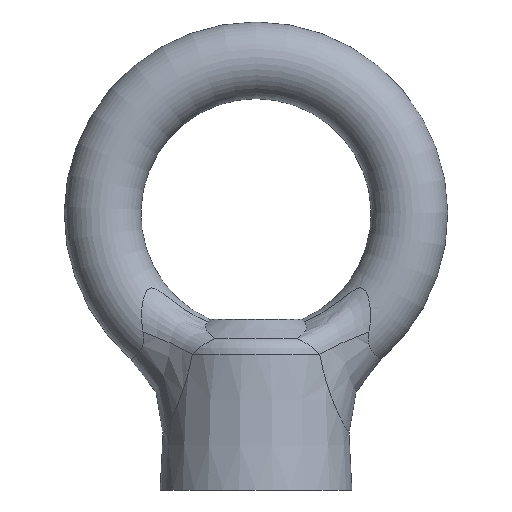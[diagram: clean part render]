
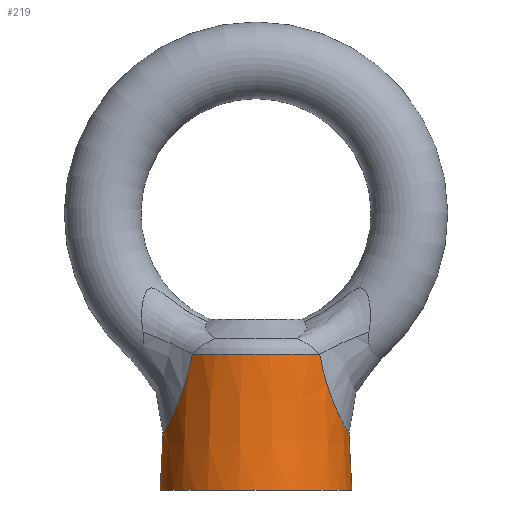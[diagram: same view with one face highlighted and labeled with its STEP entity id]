
A CAD part, front view. The second image highlights one B-rep face of the part: STEP entity #219.
In plain terms, the highlighted conical face has half-angle 3.013 degrees and reference radius 12.5 mm.
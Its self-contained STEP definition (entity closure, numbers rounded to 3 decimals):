
#146 = VERTEX_POINT ( 'NONE', #2062 ) ;
#219 = ADVANCED_FACE ( 'NONE', ( #11785 ), #11787, .T. ) ;
#220 = EDGE_LOOP ( 'NONE', ( #221, #226, #229, #232, #234, #235 ) ) ;
#221 = ORIENTED_EDGE ( 'NONE', *, *, #295, .F. ) ;
#226 = ORIENTED_EDGE ( 'NONE', *, *, #227, .T. ) ;
#227 = EDGE_CURVE ( 'NONE', #312, #228, #11833, .T. ) ;
#228 = VERTEX_POINT ( 'NONE', #11832 ) ;
#229 = ORIENTED_EDGE ( 'NONE', *, *, #230, .T. ) ;
#230 = EDGE_CURVE ( 'NONE', #228, #231, #11813, .T. ) ;
#231 = VERTEX_POINT ( 'NONE', #11808 ) ;
#232 = ORIENTED_EDGE ( 'NONE', *, *, #233, .T. ) ;
#233 = EDGE_CURVE ( 'NONE', #231, #146, #11865, .T. ) ;
#234 = ORIENTED_EDGE ( 'NONE', *, *, #310, .T. ) ;
#235 = ORIENTED_EDGE ( 'NONE', *, *, #236, .F. ) ;
#236 = EDGE_CURVE ( 'NONE', #309, #296, #11866, .T. ) ;
#295 = EDGE_CURVE ( 'NONE', #312, #309, #12066, .T. ) ;
#296 = VERTEX_POINT ( 'NONE', #12062 ) ;
#309 = VERTEX_POINT ( 'NONE', #12140 ) ;
#310 = EDGE_CURVE ( 'NONE', #146, #296, #12139, .T. ) ;
#312 = VERTEX_POINT ( 'NONE', #12134 ) ;
#2062 = CARTESIAN_POINT ( 'NONE',  ( -12.116, 0., -28.706 ) ) ;
#11764 = CARTESIAN_POINT ( 'NONE',  ( 0., 0., -36. ) ) ;
#11765 = AXIS2_PLACEMENT_3D ( 'NONE', #11764, #11784, #11783 ) ;
#11783 = DIRECTION ( 'NONE',  ( -1., 0., 0. ) ) ;
#11784 = DIRECTION ( 'NONE',  ( 0., 0., -1. ) ) ;
#11785 = FACE_OUTER_BOUND ( 'NONE', #220, .T. ) ;
#11787 = CONICAL_SURFACE ( 'NONE', #11765, 12.5, 0.053 ) ;
#11797 = CARTESIAN_POINT ( 'NONE',  ( 11.069, -4.672, -26.744 ) ) ;
#11798 = CARTESIAN_POINT ( 'NONE',  ( 11.169, -4.458, -26.945 ) ) ;
#11799 = CARTESIAN_POINT ( 'NONE',  ( 11.362, -4.001, -27.324 ) ) ;
#11800 = CARTESIAN_POINT ( 'NONE',  ( 11.455, -3.757, -27.503 ) ) ;
#11801 = CARTESIAN_POINT ( 'NONE',  ( 11.628, -3.246, -27.828 ) ) ;
#11802 = CARTESIAN_POINT ( 'NONE',  ( 11.708, -2.979, -27.975 ) ) ;
#11803 = CARTESIAN_POINT ( 'NONE',  ( 11.848, -2.428, -28.231 ) ) ;
#11804 = CARTESIAN_POINT ( 'NONE',  ( 11.909, -2.144, -28.34 ) ) ;
#11805 = CARTESIAN_POINT ( 'NONE',  ( 12.06, -1.263, -28.608 ) ) ;
#11806 = CARTESIAN_POINT ( 'NONE',  ( 12.116, -0.628, -28.706 ) ) ;
#11807 = CARTESIAN_POINT ( 'NONE',  ( 12.116, 0., -28.706 ) ) ;
#11808 = CARTESIAN_POINT ( 'NONE',  ( -8.306, -8.055, -18.338 ) ) ;
#11809 = DIRECTION ( 'NONE',  ( 1., 0., 0. ) ) ;
#11810 = DIRECTION ( 'NONE',  ( 0., 0., -1. ) ) ;
#11811 = CARTESIAN_POINT ( 'NONE',  ( 0., 0., -18.338 ) ) ;
#11812 = AXIS2_PLACEMENT_3D ( 'NONE', #11811, #11810, #11809 ) ;
#11813 = CIRCLE ( 'NONE', #11812, 11.57 ) ;
#11832 = CARTESIAN_POINT ( 'NONE',  ( 8.306, -8.055, -18.338 ) ) ;
#11833 = B_SPLINE_CURVE_WITH_KNOTS ( 'NONE', 3,
 ( #11807, #11806, #11805, #11804, #11803, #11802, #11801, #11800, #11799, #11798, #11797, #11875, #11874, #11873, #11872, #11871, #11870, #11869, #11868, #11867 ),
 .UNSPECIFIED., .F., .F.,
 ( 4, 2, 2, 2, 2, 2, 2, 2, 2, 4 ),
 ( 0.015, 0.017, 0.018, 0.019, 0.02, 0.021, 0.023, 0.024, 0.026, 0.03 ),
 .UNSPECIFIED. ) ;
#11836 = CARTESIAN_POINT ( 'NONE',  ( 0., 0., -36. ) ) ;
#11837 = AXIS2_PLACEMENT_3D ( 'NONE', #11836, #11862, #11861 ) ;
#11838 = CARTESIAN_POINT ( 'NONE',  ( -12.116, 0., -28.706 ) ) ;
#11839 = CARTESIAN_POINT ( 'NONE',  ( -12.116, -0.315, -28.706 ) ) ;
#11840 = CARTESIAN_POINT ( 'NONE',  ( -12.103, -0.625, -28.682 ) ) ;
#11841 = CARTESIAN_POINT ( 'NONE',  ( -12.05, -1.24, -28.591 ) ) ;
#11842 = CARTESIAN_POINT ( 'NONE',  ( -12.011, -1.545, -28.522 ) ) ;
#11843 = CARTESIAN_POINT ( 'NONE',  ( -11.859, -2.439, -28.251 ) ) ;
#11844 = CARTESIAN_POINT ( 'NONE',  ( -11.712, -3., -27.986 ) ) ;
#11845 = CARTESIAN_POINT ( 'NONE',  ( -11.454, -3.759, -27.501 ) ) ;
#11846 = CARTESIAN_POINT ( 'NONE',  ( -11.362, -4.001, -27.324 ) ) ;
#11847 = CARTESIAN_POINT ( 'NONE',  ( -11.168, -4.462, -26.942 ) ) ;
#11848 = CARTESIAN_POINT ( 'NONE',  ( -11.066, -4.679, -26.738 ) ) ;
#11849 = CARTESIAN_POINT ( 'NONE',  ( -10.758, -5.289, -26.102 ) ) ;
#11850 = CARTESIAN_POINT ( 'NONE',  ( -10.546, -5.643, -25.641 ) ) ;
#11851 = CARTESIAN_POINT ( 'NONE',  ( -10.124, -6.271, -24.658 ) ) ;
#11852 = CARTESIAN_POINT ( 'NONE',  ( -9.913, -6.546, -24.13 ) ) ;
#11853 = CARTESIAN_POINT ( 'NONE',  ( -9.516, -7.015, -23.045 ) ) ;
#11854 = CARTESIAN_POINT ( 'NONE',  ( -9.329, -7.211, -22.487 ) ) ;
#11855 = CARTESIAN_POINT ( 'NONE',  ( -8.811, -7.71, -20.77 ) ) ;
#11861 = DIRECTION ( 'NONE',  ( -1., 0., 0. ) ) ;
#11862 = DIRECTION ( 'NONE',  ( 0., 0., -1. ) ) ;
#11863 = CARTESIAN_POINT ( 'NONE',  ( -8.525, -7.922, -19.564 ) ) ;
#11864 = CARTESIAN_POINT ( 'NONE',  ( -8.306, -8.055, -18.338 ) ) ;
#11865 = B_SPLINE_CURVE_WITH_KNOTS ( 'NONE', 3,
 ( #11864, #11863, #11855, #11854, #11853, #11852, #11851, #11850, #11849, #11848, #11847, #11846, #11845, #11844, #11843, #11842, #11841, #11840, #11839, #11838 ),
 .UNSPECIFIED., .F., .F.,
 ( 4, 2, 2, 2, 2, 2, 2, 2, 2, 4 ),
 ( 0., 0.004, 0.006, 0.008, 0.009, 0.01, 0.011, 0.013, 0.014, 0.015 ),
 .UNSPECIFIED. ) ;
#11866 = CIRCLE ( 'NONE', #11837, 12.5 ) ;
#11867 = CARTESIAN_POINT ( 'NONE',  ( 8.306, -8.055, -18.338 ) ) ;
#11868 = CARTESIAN_POINT ( 'NONE',  ( 8.525, -7.922, -19.563 ) ) ;
#11869 = CARTESIAN_POINT ( 'NONE',  ( 8.808, -7.713, -20.758 ) ) ;
#11870 = CARTESIAN_POINT ( 'NONE',  ( 9.329, -7.211, -22.488 ) ) ;
#11871 = CARTESIAN_POINT ( 'NONE',  ( 9.518, -7.013, -23.052 ) ) ;
#11872 = CARTESIAN_POINT ( 'NONE',  ( 9.914, -6.544, -24.134 ) ) ;
#11873 = CARTESIAN_POINT ( 'NONE',  ( 10.123, -6.274, -24.654 ) ) ;
#11874 = CARTESIAN_POINT ( 'NONE',  ( 10.549, -5.638, -25.649 ) ) ;
#11875 = CARTESIAN_POINT ( 'NONE',  ( 10.763, -5.28, -26.112 ) ) ;
#12062 = CARTESIAN_POINT ( 'NONE',  ( -12.5, 0., -36. ) ) ;
#12063 = DIRECTION ( 'NONE',  ( 0.053, 0., -0.999 ) ) ;
#12064 = VECTOR ( 'NONE', #12063, 1000. ) ;
#12065 = CARTESIAN_POINT ( 'NONE',  ( 12.5, 0., -36. ) ) ;
#12066 = LINE ( 'NONE', #12065, #12064 ) ;
#12134 = CARTESIAN_POINT ( 'NONE',  ( 12.116, 0., -28.706 ) ) ;
#12136 = DIRECTION ( 'NONE',  ( -0.053, 0., -0.999 ) ) ;
#12137 = VECTOR ( 'NONE', #12136, 1000. ) ;
#12138 = CARTESIAN_POINT ( 'NONE',  ( -12.5, 0., -36. ) ) ;
#12139 = LINE ( 'NONE', #12138, #12137 ) ;
#12140 = CARTESIAN_POINT ( 'NONE',  ( 12.5, 0., -36. ) ) ;
